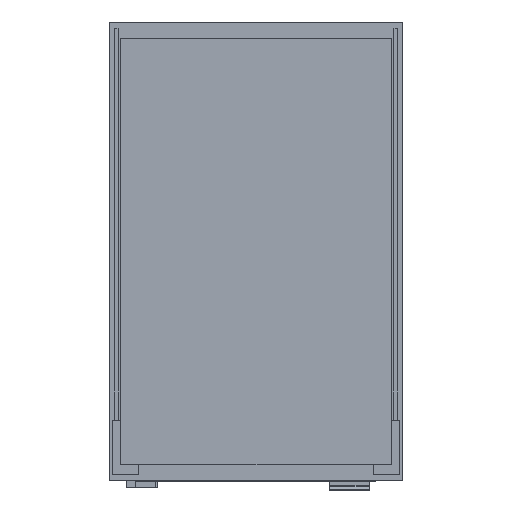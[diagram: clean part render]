
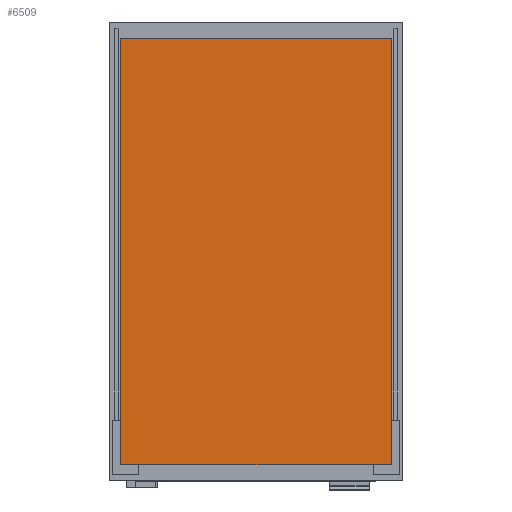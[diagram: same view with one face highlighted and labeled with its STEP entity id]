
A CAD part, front view. The second image highlights one B-rep face of the part: STEP entity #6509.
In plain terms, the highlighted planar face has unit normal (0, -1, 0).
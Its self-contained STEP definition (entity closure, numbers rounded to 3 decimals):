
#104 = ORIENTED_EDGE ( 'NONE', *, *, #1772, .F. ) ;
#131 = VECTOR ( 'NONE', #2306, 1000. ) ;
#753 = DIRECTION ( 'NONE',  ( 0., 0., -1. ) ) ;
#949 = LINE ( 'NONE', #1276, #1027 ) ;
#1027 = VECTOR ( 'NONE', #3537, 1000. ) ;
#1276 = CARTESIAN_POINT ( 'NONE',  ( -205., 0., -323. ) ) ;
#1325 = DIRECTION ( 'NONE',  ( 1., 0., 0. ) ) ;
#1648 = VERTEX_POINT ( 'NONE', #2424 ) ;
#1725 = EDGE_CURVE ( 'NONE', #6654, #1648, #949, .T. ) ;
#1772 = EDGE_CURVE ( 'NONE', #4664, #3539, #2709, .T. ) ;
#1930 = CARTESIAN_POINT ( 'NONE',  ( -205., 0., 323. ) ) ;
#2260 = EDGE_LOOP ( 'NONE', ( #104, #6421, #3106, #4720 ) ) ;
#2306 = DIRECTION ( 'NONE',  ( -1., 0., 0. ) ) ;
#2403 = LINE ( 'NONE', #6133, #131 ) ;
#2424 = CARTESIAN_POINT ( 'NONE',  ( -205., 0., 323. ) ) ;
#2709 = LINE ( 'NONE', #5704, #6575 ) ;
#2963 = DIRECTION ( 'NONE',  ( 0., 0., 1. ) ) ;
#3106 = ORIENTED_EDGE ( 'NONE', *, *, #1725, .F. ) ;
#3537 = DIRECTION ( 'NONE',  ( 0., 0., 1. ) ) ;
#3539 = VERTEX_POINT ( 'NONE', #4350 ) ;
#3733 = AXIS2_PLACEMENT_3D ( 'NONE', #6190, #5604, #2963 ) ;
#3773 = VECTOR ( 'NONE', #1325, 1000. ) ;
#4350 = CARTESIAN_POINT ( 'NONE',  ( 205., 0., -323. ) ) ;
#4664 = VERTEX_POINT ( 'NONE', #6368 ) ;
#4720 = ORIENTED_EDGE ( 'NONE', *, *, #6458, .F. ) ;
#4809 = CARTESIAN_POINT ( 'NONE',  ( -205., 0., -323. ) ) ;
#5081 = PLANE ( 'NONE',  #3733 ) ;
#5449 = FACE_OUTER_BOUND ( 'NONE', #2260, .T. ) ;
#5604 = DIRECTION ( 'NONE',  ( 0., 1., 0. ) ) ;
#5704 = CARTESIAN_POINT ( 'NONE',  ( 205., 0., -323. ) ) ;
#6019 = LINE ( 'NONE', #1930, #3773 ) ;
#6133 = CARTESIAN_POINT ( 'NONE',  ( -205., 0., -323. ) ) ;
#6190 = CARTESIAN_POINT ( 'NONE',  ( 0., 0., 0. ) ) ;
#6368 = CARTESIAN_POINT ( 'NONE',  ( 205., 0., 323. ) ) ;
#6421 = ORIENTED_EDGE ( 'NONE', *, *, #6936, .F. ) ;
#6458 = EDGE_CURVE ( 'NONE', #3539, #6654, #2403, .T. ) ;
#6509 = ADVANCED_FACE ( 'NONE', ( #5449 ), #5081, .F. ) ;
#6575 = VECTOR ( 'NONE', #753, 1000. ) ;
#6654 = VERTEX_POINT ( 'NONE', #4809 ) ;
#6936 = EDGE_CURVE ( 'NONE', #1648, #4664, #6019, .T. ) ;
